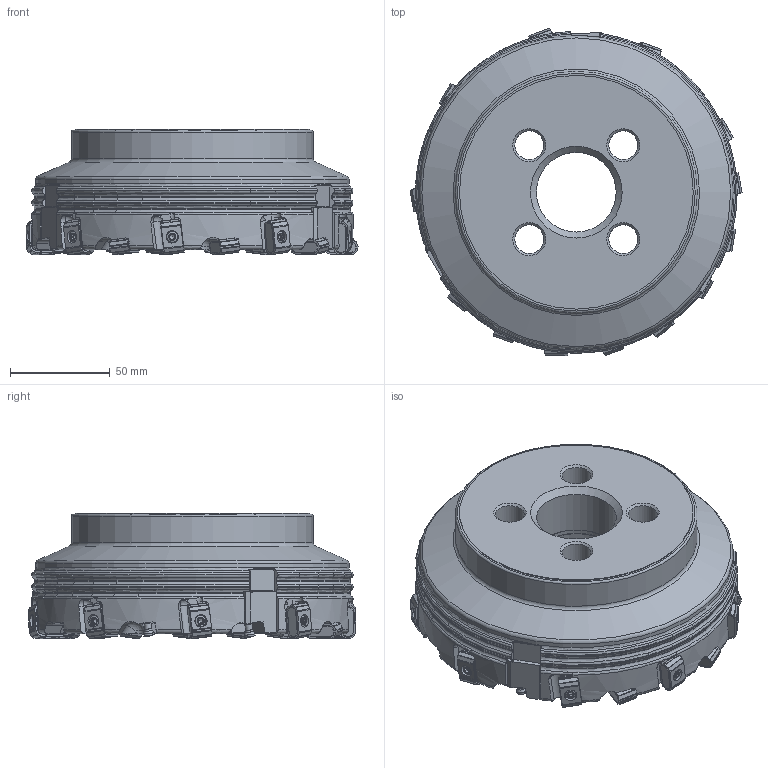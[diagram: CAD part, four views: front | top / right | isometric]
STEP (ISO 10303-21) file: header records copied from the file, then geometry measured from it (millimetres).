
FILE_DESCRIPTION(/* description */ (''),/* implementation_level */ '2;1');
FILE_NAME(/* name */ 'toolassembly_1.stp',/* time_stamp */ '2019-12-20T10:03:21+01:00',/* author */ (''),/* organization */ ('SMS'),/* preprocessor_version */ 'ST-DEVELOPER v16.7',/* originating_system */ 'SIEMENS PLM Software NX 12.0',/* authorisation */ '');
FILE_SCHEMA (('AUTOMOTIVE_DESIGN { 1 0 10303 214 3 1 1 1 }'));
Products named in the file (4): ASSEMBLY_CONSTRUCTION; CUT_20191220100225; NOCUT_20191220100225; TOOLASSEMBLY_1
Assembly tree (19 placements, depth 2):
  TOOLASSEMBLY_1
    NOCUT_20191220100225
    CUT_20191220100225  x17
    ASSEMBLY_CONSTRUCTION
Bounding box: 166.61 x 164.37 x 63.01 mm (x, y, z)
Volume: 774308.8 mm3; surface area: 103152.4 mm2
Topology: 18 solids, 18 shells, 3760 faces, 9654 edges, 6056 vertices
Faces by surface type: plane 1752, cylinder 1190, cone 245, extrusion 216, torus 173, bspline 136, sphere 48
Full cylindrical faces by diameter (mm): 3.5 x18, 4 x18, 4.7 x17, 5.45 x18, 14.5 x4, 40.012 x1, 40.3 x1, 88.5 x1, 117.33 x1, 121.33 x1, 157.33 x1
Entity records: 60350 total; most frequent: CARTESIAN_POINT 21842, DIRECTION 7910, ORIENTED_EDGE 7888, EDGE_CURVE 3944, AXIS2_PLACEMENT_3D 3020, VERTEX_POINT 2609, VECTOR 1870, EDGE_LOOP 1797
